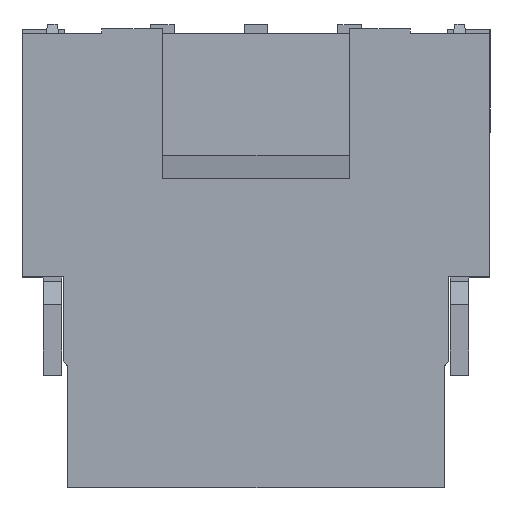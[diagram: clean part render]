
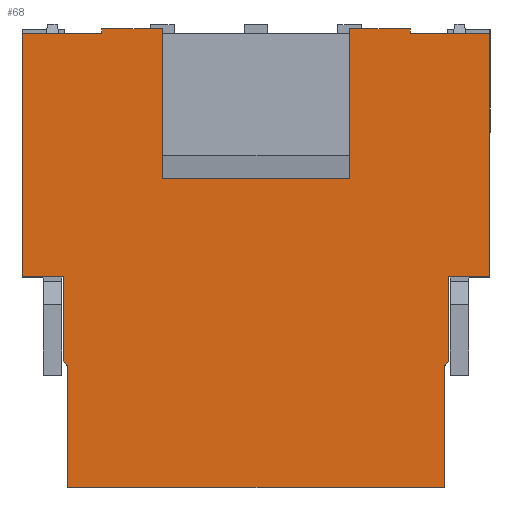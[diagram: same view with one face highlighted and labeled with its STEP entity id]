
A CAD part, top view. The second image highlights one B-rep face of the part: STEP entity #68.
In plain terms, the highlighted planar face has unit normal (0, 0, 1).
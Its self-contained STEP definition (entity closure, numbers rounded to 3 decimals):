
#68=ADVANCED_FACE('',(#385),#227,.T.);
#227=PLANE('',#3180);
#385=FACE_OUTER_BOUND('',#545,.T.);
#545=EDGE_LOOP('',(#889,#890,#891,#892,#893,#894,#895,#896,#897,#898,#899,
#900,#901,#902,#903,#904,#905,#906,#907,#908));
#889=ORIENTED_EDGE('',*,*,#2016,.F.);
#890=ORIENTED_EDGE('',*,*,#1919,.F.);
#891=ORIENTED_EDGE('',*,*,#2017,.F.);
#892=ORIENTED_EDGE('',*,*,#2018,.F.);
#893=ORIENTED_EDGE('',*,*,#1998,.F.);
#894=ORIENTED_EDGE('',*,*,#2019,.T.);
#895=ORIENTED_EDGE('',*,*,#2020,.T.);
#896=ORIENTED_EDGE('',*,*,#2021,.F.);
#897=ORIENTED_EDGE('',*,*,#2022,.T.);
#898=ORIENTED_EDGE('',*,*,#2023,.T.);
#899=ORIENTED_EDGE('',*,*,#2024,.T.);
#900=ORIENTED_EDGE('',*,*,#2025,.F.);
#901=ORIENTED_EDGE('',*,*,#1986,.F.);
#902=ORIENTED_EDGE('',*,*,#2009,.T.);
#903=ORIENTED_EDGE('',*,*,#1973,.T.);
#904=ORIENTED_EDGE('',*,*,#1941,.T.);
#905=ORIENTED_EDGE('',*,*,#2026,.F.);
#906=ORIENTED_EDGE('',*,*,#2027,.F.);
#907=ORIENTED_EDGE('',*,*,#1851,.T.);
#908=ORIENTED_EDGE('',*,*,#2028,.F.);
#1564=VERTEX_POINT('',#4090);
#1566=VERTEX_POINT('',#4093);
#1623=VERTEX_POINT('',#4226);
#1624=VERTEX_POINT('',#4227);
#1637=VERTEX_POINT('',#4266);
#1638=VERTEX_POINT('',#4268);
#1664=VERTEX_POINT('',#4334);
#1670=VERTEX_POINT('',#4353);
#1671=VERTEX_POINT('',#4355);
#1682=VERTEX_POINT('',#4377);
#1683=VERTEX_POINT('',#4379);
#1695=VERTEX_POINT('',#4411);
#1696=VERTEX_POINT('',#4413);
#1697=VERTEX_POINT('',#4416);
#1698=VERTEX_POINT('',#4418);
#1699=VERTEX_POINT('',#4420);
#1700=VERTEX_POINT('',#4422);
#1701=VERTEX_POINT('',#4424);
#1702=VERTEX_POINT('',#4426);
#1703=VERTEX_POINT('',#4429);
#1851=EDGE_CURVE('',#1566,#1564,#2288,.T.);
#1919=EDGE_CURVE('',#1623,#1624,#2356,.T.);
#1941=EDGE_CURVE('',#1638,#1637,#2378,.T.);
#1973=EDGE_CURVE('',#1664,#1638,#2410,.T.);
#1986=EDGE_CURVE('',#1670,#1671,#2423,.T.);
#1998=EDGE_CURVE('',#1682,#1683,#2435,.T.);
#2009=EDGE_CURVE('',#1670,#1664,#2446,.T.);
#2016=EDGE_CURVE('',#1624,#1695,#2453,.T.);
#2017=EDGE_CURVE('',#1696,#1623,#2454,.T.);
#2018=EDGE_CURVE('',#1683,#1696,#2455,.T.);
#2019=EDGE_CURVE('',#1682,#1697,#2456,.T.);
#2020=EDGE_CURVE('',#1697,#1698,#2457,.T.);
#2021=EDGE_CURVE('',#1699,#1698,#2458,.T.);
#2022=EDGE_CURVE('',#1699,#1700,#2459,.T.);
#2023=EDGE_CURVE('',#1700,#1701,#2460,.T.);
#2024=EDGE_CURVE('',#1701,#1702,#2461,.T.);
#2025=EDGE_CURVE('',#1671,#1702,#2462,.T.);
#2026=EDGE_CURVE('',#1703,#1637,#2463,.T.);
#2027=EDGE_CURVE('',#1566,#1703,#2464,.T.);
#2028=EDGE_CURVE('',#1695,#1564,#2465,.T.);
#2288=LINE('',#4092,#2725);
#2356=LINE('',#4225,#2793);
#2378=LINE('',#4267,#2815);
#2410=LINE('',#4333,#2847);
#2423=LINE('',#4354,#2860);
#2435=LINE('',#4378,#2872);
#2446=LINE('',#4398,#2883);
#2453=LINE('',#4410,#2890);
#2454=LINE('',#4412,#2891);
#2455=LINE('',#4414,#2892);
#2456=LINE('',#4415,#2893);
#2457=LINE('',#4417,#2894);
#2458=LINE('',#4419,#2895);
#2459=LINE('',#4421,#2896);
#2460=LINE('',#4423,#2897);
#2461=LINE('',#4425,#2898);
#2462=LINE('',#4427,#2899);
#2463=LINE('',#4428,#2900);
#2464=LINE('',#4430,#2901);
#2465=LINE('',#4431,#2902);
#2725=VECTOR('',#3328,1.);
#2793=VECTOR('',#3412,1.);
#2815=VECTOR('',#3444,1.);
#2847=VECTOR('',#3492,1.);
#2860=VECTOR('',#3507,1.);
#2872=VECTOR('',#3519,1.);
#2883=VECTOR('',#3532,1.);
#2890=VECTOR('',#3541,1.);
#2891=VECTOR('',#3542,1.);
#2892=VECTOR('',#3543,1.);
#2893=VECTOR('',#3544,1.);
#2894=VECTOR('',#3545,1.);
#2895=VECTOR('',#3546,1.);
#2896=VECTOR('',#3547,1.);
#2897=VECTOR('',#3548,1.);
#2898=VECTOR('',#3549,1.);
#2899=VECTOR('',#3550,1.);
#2900=VECTOR('',#3551,1.);
#2901=VECTOR('',#3552,1.);
#2902=VECTOR('',#3553,1.);
#3180=AXIS2_PLACEMENT_3D('',#4432,#3554,#3555);
#3328=DIRECTION('',(1.,0.,0.));
#3412=DIRECTION('',(0.,-1.,0.));
#3444=DIRECTION('',(0.,-1.,0.));
#3492=DIRECTION('',(1.,0.,0.));
#3507=DIRECTION('',(1.,0.,0.));
#3519=DIRECTION('',(1.,0.,0.));
#3532=DIRECTION('',(0.,-1.,0.));
#3541=DIRECTION('',(-0.707,-0.707,0.));
#3542=DIRECTION('',(-1.,0.,0.));
#3543=DIRECTION('',(0.,-1.,0.));
#3544=DIRECTION('',(0.,1.,0.));
#3545=DIRECTION('',(-1.,0.,0.));
#3546=DIRECTION('',(0.,1.,0.));
#3547=DIRECTION('',(-1.,0.,0.));
#3548=DIRECTION('',(0.,1.,0.));
#3549=DIRECTION('',(-1.,0.,0.));
#3550=DIRECTION('',(0.,1.,0.));
#3551=DIRECTION('',(-0.707,0.707,0.));
#3552=DIRECTION('',(0.,1.,0.));
#3553=DIRECTION('',(0.,-1.,0.));
#3554=DIRECTION('',(0.,0.,1.));
#3555=DIRECTION('',(1.,0.,0.));
#4090=CARTESIAN_POINT('',(4.02,3.,6.96));
#4092=CARTESIAN_POINT('',(5.,3.,6.96));
#4093=CARTESIAN_POINT('',(-4.02,3.,6.96));
#4225=CARTESIAN_POINT('',(4.12,7.5,6.96));
#4226=CARTESIAN_POINT('',(4.12,7.5,6.96));
#4227=CARTESIAN_POINT('',(4.12,5.7,6.96));
#4266=CARTESIAN_POINT('',(-4.12,5.7,6.96));
#4267=CARTESIAN_POINT('',(-4.12,7.5,6.96));
#4268=CARTESIAN_POINT('',(-4.12,7.5,6.96));
#4333=CARTESIAN_POINT('',(-5.,7.5,6.96));
#4334=CARTESIAN_POINT('',(-5.,7.5,6.96));
#4353=CARTESIAN_POINT('',(-5.,12.7,6.96));
#4354=CARTESIAN_POINT('',(5.,12.7,6.96));
#4355=CARTESIAN_POINT('',(-3.3,12.7,6.96));
#4377=CARTESIAN_POINT('',(3.3,12.7,6.96));
#4378=CARTESIAN_POINT('',(5.,12.7,6.96));
#4379=CARTESIAN_POINT('',(5.,12.7,6.96));
#4398=CARTESIAN_POINT('',(-5.,12.7,6.96));
#4410=CARTESIAN_POINT('',(4.12,5.7,6.96));
#4411=CARTESIAN_POINT('',(4.02,5.6,6.96));
#4412=CARTESIAN_POINT('',(5.,7.5,6.96));
#4413=CARTESIAN_POINT('',(5.,7.5,6.96));
#4414=CARTESIAN_POINT('',(5.,12.7,6.96));
#4415=CARTESIAN_POINT('',(3.3,12.8,6.96));
#4416=CARTESIAN_POINT('',(3.3,12.8,6.96));
#4417=CARTESIAN_POINT('',(2.,12.8,6.96));
#4418=CARTESIAN_POINT('',(2.,12.8,6.96));
#4419=CARTESIAN_POINT('',(2.,12.8,6.96));
#4420=CARTESIAN_POINT('',(2.,9.6,6.96));
#4421=CARTESIAN_POINT('',(2.8,9.6,6.96));
#4422=CARTESIAN_POINT('',(-2.,9.6,6.96));
#4423=CARTESIAN_POINT('',(-2.,12.8,6.96));
#4424=CARTESIAN_POINT('',(-2.,12.8,6.96));
#4425=CARTESIAN_POINT('',(-3.3,12.8,6.96));
#4426=CARTESIAN_POINT('',(-3.3,12.8,6.96));
#4427=CARTESIAN_POINT('',(-3.3,12.8,6.96));
#4428=CARTESIAN_POINT('',(-4.02,5.6,6.96));
#4429=CARTESIAN_POINT('',(-4.02,5.6,6.96));
#4430=CARTESIAN_POINT('',(-4.02,3.,6.96));
#4431=CARTESIAN_POINT('',(4.02,5.6,6.96));
#4432=CARTESIAN_POINT('',(5.,12.7,6.96));
